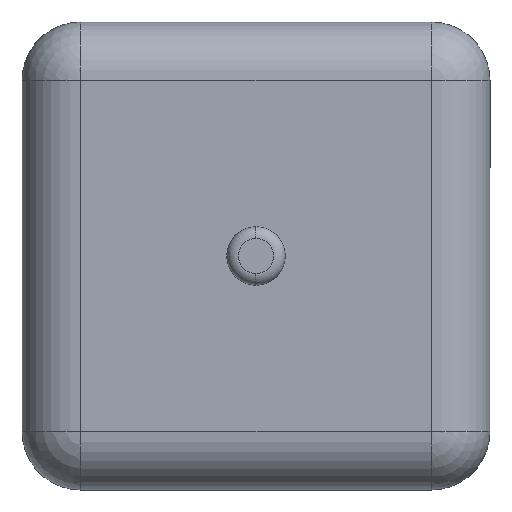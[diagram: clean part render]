
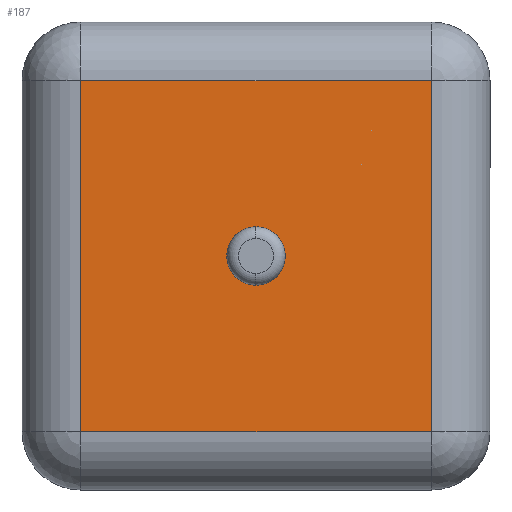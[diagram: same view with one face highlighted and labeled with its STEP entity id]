
A CAD part, front view. The second image highlights one B-rep face of the part: STEP entity #187.
In plain terms, the highlighted planar face has unit normal (0, -1, 0).
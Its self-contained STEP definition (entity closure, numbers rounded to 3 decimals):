
#10 = LINE ( 'NONE', #141, #566 ) ;
#63 = ORIENTED_EDGE ( 'NONE', *, *, #272, .T. ) ;
#64 = AXIS2_PLACEMENT_3D ( 'NONE', #72, #320, #704 ) ;
#72 = CARTESIAN_POINT ( 'NONE',  ( 0., 0., 0. ) ) ;
#75 = DIRECTION ( 'NONE',  ( 1., 0., 0. ) ) ;
#96 = LINE ( 'NONE', #349, #228 ) ;
#105 = CARTESIAN_POINT ( 'NONE',  ( -30., 0., 0. ) ) ;
#106 = VERTEX_POINT ( 'NONE', #519 ) ;
#110 = EDGE_CURVE ( 'NONE', #106, #226, #10, .T. ) ;
#111 = ORIENTED_EDGE ( 'NONE', *, *, #625, .F. ) ;
#129 = CIRCLE ( 'NONE', #164, 5. ) ;
#141 = CARTESIAN_POINT ( 'NONE',  ( 0., 0., -30. ) ) ;
#143 = ORIENTED_EDGE ( 'NONE', *, *, #110, .T. ) ;
#146 = CARTESIAN_POINT ( 'NONE',  ( 0., 0., -5. ) ) ;
#152 = DIRECTION ( 'NONE',  ( 0., 0., 1. ) ) ;
#154 = ORIENTED_EDGE ( 'NONE', *, *, #392, .T. ) ;
#164 = AXIS2_PLACEMENT_3D ( 'NONE', #828, #754, #174 ) ;
#174 = DIRECTION ( 'NONE',  ( 0., 0., 1. ) ) ;
#187 = ADVANCED_FACE ( 'NONE', ( #269, #786 ), #644, .F. ) ;
#224 = VERTEX_POINT ( 'NONE', #580 ) ;
#226 = VERTEX_POINT ( 'NONE', #260 ) ;
#228 = VECTOR ( 'NONE', #602, 1000. ) ;
#247 = VECTOR ( 'NONE', #152, 1000. ) ;
#260 = CARTESIAN_POINT ( 'NONE',  ( 30., 0., -30. ) ) ;
#269 = FACE_OUTER_BOUND ( 'NONE', #652, .T. ) ;
#270 = DIRECTION ( 'NONE',  ( 0., 0., -1. ) ) ;
#272 = EDGE_CURVE ( 'NONE', #226, #806, #475, .T. ) ;
#300 = EDGE_LOOP ( 'NONE', ( #351, #111 ) ) ;
#308 = VERTEX_POINT ( 'NONE', #146 ) ;
#320 = DIRECTION ( 'NONE',  ( 0., 1., 0. ) ) ;
#322 = EDGE_CURVE ( 'NONE', #806, #665, #96, .T. ) ;
#349 = CARTESIAN_POINT ( 'NONE',  ( 0., 0., 30. ) ) ;
#351 = ORIENTED_EDGE ( 'NONE', *, *, #489, .F. ) ;
#371 = AXIS2_PLACEMENT_3D ( 'NONE', #548, #659, #408 ) ;
#392 = EDGE_CURVE ( 'NONE', #665, #106, #490, .T. ) ;
#408 = DIRECTION ( 'NONE',  ( 0., 0., 1. ) ) ;
#475 = LINE ( 'NONE', #672, #247 ) ;
#489 = EDGE_CURVE ( 'NONE', #224, #308, #129, .T. ) ;
#490 = LINE ( 'NONE', #105, #571 ) ;
#515 = CIRCLE ( 'NONE', #371, 5. ) ;
#519 = CARTESIAN_POINT ( 'NONE',  ( -30., 0., -30. ) ) ;
#548 = CARTESIAN_POINT ( 'NONE',  ( 0., 0., 0. ) ) ;
#566 = VECTOR ( 'NONE', #75, 1000. ) ;
#571 = VECTOR ( 'NONE', #270, 1000. ) ;
#580 = CARTESIAN_POINT ( 'NONE',  ( 0., 0., 5. ) ) ;
#602 = DIRECTION ( 'NONE',  ( -1., 0., 0. ) ) ;
#625 = EDGE_CURVE ( 'NONE', #308, #224, #515, .T. ) ;
#644 = PLANE ( 'NONE',  #64 ) ;
#652 = EDGE_LOOP ( 'NONE', ( #154, #143, #63, #752 ) ) ;
#659 = DIRECTION ( 'NONE',  ( 0., -1., 0. ) ) ;
#665 = VERTEX_POINT ( 'NONE', #741 ) ;
#672 = CARTESIAN_POINT ( 'NONE',  ( 30., 0., 0. ) ) ;
#704 = DIRECTION ( 'NONE',  ( 0., 0., 1. ) ) ;
#709 = CARTESIAN_POINT ( 'NONE',  ( 30., 0., 30. ) ) ;
#741 = CARTESIAN_POINT ( 'NONE',  ( -30., 0., 30. ) ) ;
#752 = ORIENTED_EDGE ( 'NONE', *, *, #322, .T. ) ;
#754 = DIRECTION ( 'NONE',  ( 0., -1., 0. ) ) ;
#786 = FACE_BOUND ( 'NONE', #300, .T. ) ;
#806 = VERTEX_POINT ( 'NONE', #709 ) ;
#828 = CARTESIAN_POINT ( 'NONE',  ( 0., 0., 0. ) ) ;
